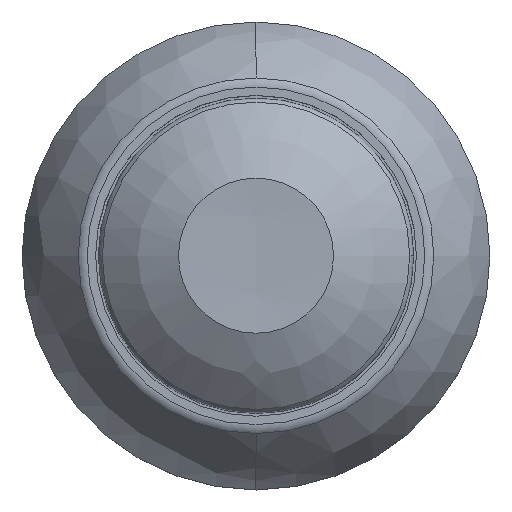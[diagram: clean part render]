
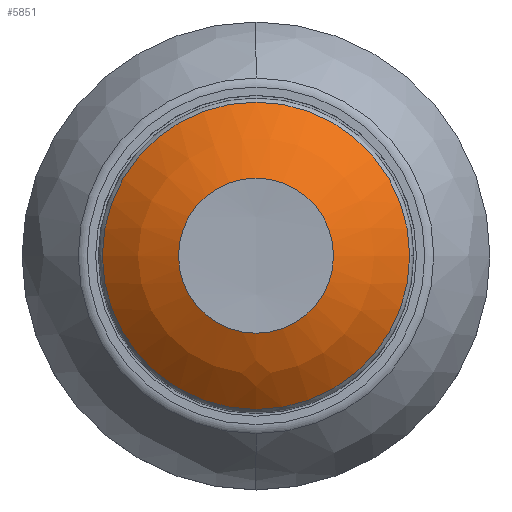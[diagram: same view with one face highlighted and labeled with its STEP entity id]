
A CAD part, top view. The second image highlights one B-rep face of the part: STEP entity #5851.
In plain terms, the highlighted spherical face has radius 8.269 mm.
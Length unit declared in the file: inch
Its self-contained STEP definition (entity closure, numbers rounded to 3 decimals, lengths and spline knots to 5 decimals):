
#216=SPHERICAL_SURFACE('',#6264,0.32557);
#285=FACE_OUTER_BOUND('',#608,.T.);
#608=EDGE_LOOP('',(#4073,#4074,#4075,#4076,#4077,#4078));
#981=CIRCLE('',#6253,0.22628);
#982=CIRCLE('',#6254,0.22628);
#985=CIRCLE('',#6257,0.22628);
#990=CIRCLE('',#6265,0.11417);
#991=CIRCLE('',#6266,0.32557);
#2383=VERTEX_POINT('',#8820);
#2384=VERTEX_POINT('',#8821);
#2385=VERTEX_POINT('',#8823);
#2386=VERTEX_POINT('',#8863);
#3035=EDGE_CURVE('',#2383,#2384,#981,.T.);
#3036=EDGE_CURVE('',#2384,#2385,#982,.T.);
#3039=EDGE_CURVE('',#2385,#2383,#985,.T.);
#3044=EDGE_CURVE('',#2386,#2386,#990,.T.);
#3045=EDGE_CURVE('',#2386,#2384,#991,.T.);
#4073=ORIENTED_EDGE('',*,*,#3044,.F.);
#4074=ORIENTED_EDGE('',*,*,#3045,.T.);
#4075=ORIENTED_EDGE('',*,*,#3035,.F.);
#4076=ORIENTED_EDGE('',*,*,#3039,.F.);
#4077=ORIENTED_EDGE('',*,*,#3036,.F.);
#4078=ORIENTED_EDGE('',*,*,#3045,.F.);
#5851=ADVANCED_FACE('',(#285),#216,.T.);
#6253=AXIS2_PLACEMENT_3D('',#8822,#6911,#6912);
#6254=AXIS2_PLACEMENT_3D('',#8824,#6913,#6914);
#6257=AXIS2_PLACEMENT_3D('',#8855,#6919,#6920);
#6264=AXIS2_PLACEMENT_3D('',#8862,#6933,#6934);
#6265=AXIS2_PLACEMENT_3D('',#8864,#6935,#6936);
#6266=AXIS2_PLACEMENT_3D('',#8865,#6937,#6938);
#6911=DIRECTION('center_axis',(0.,0.,
-1.));
#6912=DIRECTION('ref_axis',(-1.,0.,0.));
#6913=DIRECTION('center_axis',(0.,0.,
-1.));
#6914=DIRECTION('ref_axis',(-1.,0.,0.));
#6919=DIRECTION('center_axis',(0.,0.,
-1.));
#6920=DIRECTION('ref_axis',(-1.,0.,0.));
#6933=DIRECTION('center_axis',(0.,0.,
-1.));
#6934=DIRECTION('ref_axis',(0.,1.,0.));
#6935=DIRECTION('center_axis',(0.,0.,
1.));
#6936=DIRECTION('ref_axis',(1.,0.,0.));
#6937=DIRECTION('center_axis',(1.,0.,0.));
#6938=DIRECTION('ref_axis',(0.,-1.,0.));
#8820=CARTESIAN_POINT('',(0.22628,0.,0.57485));
#8821=CARTESIAN_POINT('',(0.,-0.22628,0.57485));
#8822=CARTESIAN_POINT('Origin',(0.,0.,
0.57485));
#8823=CARTESIAN_POINT('',(-0.22628,0.,0.57485));
#8824=CARTESIAN_POINT('Origin',(0.,0.,
0.57485));
#8855=CARTESIAN_POINT('Origin',(0.,0.,
0.57485));
#8862=CARTESIAN_POINT('Origin',(0.,0.,
0.34078));
#8863=CARTESIAN_POINT('',(0.,-0.11417,0.64567));
#8864=CARTESIAN_POINT('Origin',(0.,0.,
0.64567));
#8865=CARTESIAN_POINT('Origin',(0.,0.,
0.34078));
